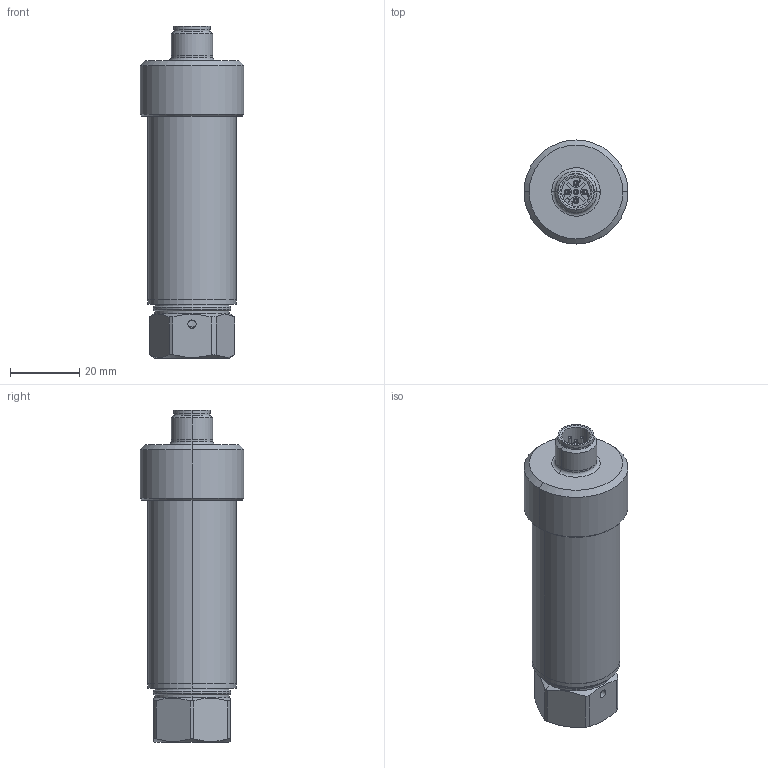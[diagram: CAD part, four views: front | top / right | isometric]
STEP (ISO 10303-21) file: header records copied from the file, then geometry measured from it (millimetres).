
FILE_DESCRIPTION(('Creo Elements/Direct Modeling STEP Export'),'2;1');
FILE_NAME('HP1400.stp','2023-08-24T12:11:27',(''),(''),'Creo Elements/Direct Modeling STEP processor for AP214 (Solid Model)','Creo Elements/Direct Modeling 20.1B 02-Apr-2019 (C) Parametric Technology GmbH','');
FILE_SCHEMA(('AUTOMOTIVE_DESIGN { 1 0 10303 214 1 1 1 1 }'));
Length unit declared in the file: millimetre
Products named in the file (8): 9377_Body; 7753; 7754; 7752; Z0862; 9382; HP140xBxxxxDE; HP1400.stp
Assembly tree (7 placements, depth 3):
  HP1400.stp
    HP140xBxxxxDE
      9382
      Z0862
      7752
      7754
      7753
      9377_Body
Bounding box: 30 x 30 x 95.8 mm (x, y, z)
Volume: 23190.7 mm3; surface area: 20909.2 mm2
Topology: 6 solids, 6 shells, 428 faces, 1029 edges, 645 vertices
Faces by surface type: cylinder 156, plane 135, cone 81, extrusion 32, torus 14, sphere 10
Entity records: 15342 total; most frequent: CARTESIAN_POINT 4022, ORIENTED_EDGE 2018, DIRECTION 1720, EDGE_CURVE 1009, VERTEX_POINT 645, AXIS2_PLACEMENT_3D 623, EDGE_LOOP 490, VECTOR 474
